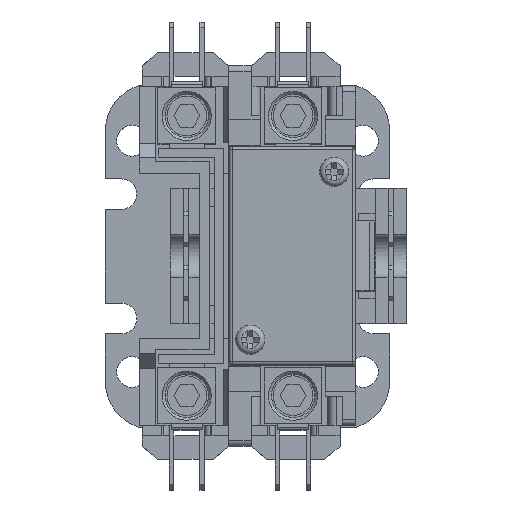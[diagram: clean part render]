
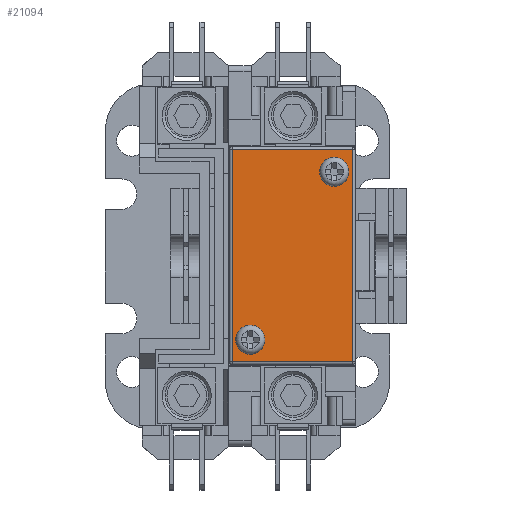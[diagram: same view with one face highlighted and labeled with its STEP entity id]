
A CAD part, top view. The second image highlights one B-rep face of the part: STEP entity #21094.
In plain terms, the highlighted planar face has unit normal (0, 0, 1).
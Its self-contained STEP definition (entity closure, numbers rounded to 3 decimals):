
#18=FACE_BOUND('',#7551,.T.);
#19=FACE_BOUND('',#7552,.T.);
#459=LINE('',#29475,#3104);
#463=LINE('',#29484,#3108);
#467=LINE('',#29493,#3112);
#469=LINE('',#29496,#3114);
#3104=VECTOR('',#23847,10.);
#3108=VECTOR('',#23857,10.);
#3112=VECTOR('',#23867,10.);
#3114=VECTOR('',#23871,10.);
#5560=PLANE('',#22212);
#6501=FACE_OUTER_BOUND('',#7550,.T.);
#7550=EDGE_LOOP('',(#14368,#14369,#14370,#14371));
#7551=EDGE_LOOP('',(#14372,#14373));
#7552=EDGE_LOOP('',(#14374,#14375));
#8702=CIRCLE('',#22213,2.6);
#8703=CIRCLE('',#22214,2.6);
#8704=CIRCLE('',#22215,2.6);
#8705=CIRCLE('',#22216,2.6);
#9257=VERTEX_POINT('',#29450);
#9260=VERTEX_POINT('',#29457);
#9261=VERTEX_POINT('',#29461);
#9264=VERTEX_POINT('',#29468);
#9275=VERTEX_POINT('',#29515);
#9276=VERTEX_POINT('',#29516);
#9277=VERTEX_POINT('',#29519);
#9278=VERTEX_POINT('',#29520);
#11269=EDGE_CURVE('',#9264,#9260,#459,.T.);
#11274=EDGE_CURVE('',#9261,#9264,#463,.T.);
#11279=EDGE_CURVE('',#9257,#9261,#467,.T.);
#11281=EDGE_CURVE('',#9260,#9257,#469,.T.);
#11291=EDGE_CURVE('',#9275,#9276,#8702,.T.);
#11292=EDGE_CURVE('',#9276,#9275,#8703,.T.);
#11293=EDGE_CURVE('',#9277,#9278,#8704,.T.);
#11294=EDGE_CURVE('',#9278,#9277,#8705,.T.);
#14368=ORIENTED_EDGE('',*,*,#11269,.F.);
#14369=ORIENTED_EDGE('',*,*,#11274,.F.);
#14370=ORIENTED_EDGE('',*,*,#11279,.F.);
#14371=ORIENTED_EDGE('',*,*,#11281,.F.);
#14372=ORIENTED_EDGE('',*,*,#11291,.T.);
#14373=ORIENTED_EDGE('',*,*,#11292,.T.);
#14374=ORIENTED_EDGE('',*,*,#11293,.T.);
#14375=ORIENTED_EDGE('',*,*,#11294,.T.);
#21094=ADVANCED_FACE('',(#6501,#18,#19),#5560,.T.);
#22212=AXIS2_PLACEMENT_3D('',#29514,#23891,#23892);
#22213=AXIS2_PLACEMENT_3D('',#29517,#23893,#23894);
#22214=AXIS2_PLACEMENT_3D('',#29518,#23895,#23896);
#22215=AXIS2_PLACEMENT_3D('',#29521,#23897,#23898);
#22216=AXIS2_PLACEMENT_3D('',#29522,#23899,#23900);
#23847=DIRECTION('',(0.,1.,0.));
#23857=DIRECTION('',(-1.,0.,0.));
#23867=DIRECTION('',(0.,-1.,0.));
#23871=DIRECTION('',(1.,0.,0.));
#23891=DIRECTION('center_axis',(0.,0.,1.));
#23892=DIRECTION('ref_axis',(1.,0.,0.));
#23893=DIRECTION('center_axis',(0.,0.,-1.));
#23894=DIRECTION('ref_axis',(1.,0.,0.));
#23895=DIRECTION('center_axis',(0.,0.,-1.));
#23896=DIRECTION('ref_axis',(1.,0.,0.));
#23897=DIRECTION('center_axis',(0.,0.,-1.));
#23898=DIRECTION('ref_axis',(1.,0.,0.));
#23899=DIRECTION('center_axis',(0.,0.,-1.));
#23900=DIRECTION('ref_axis',(1.,0.,0.));
#29450=CARTESIAN_POINT('',(18.75,18.95,63.8));
#29457=CARTESIAN_POINT('',(-2.75,18.95,63.8));
#29461=CARTESIAN_POINT('',(18.75,-18.95,63.8));
#29468=CARTESIAN_POINT('',(-2.75,-18.95,63.8));
#29475=CARTESIAN_POINT('',(-2.75,14.613,63.8));
#29484=CARTESIAN_POINT('',(13.625,-18.95,63.8));
#29493=CARTESIAN_POINT('',(18.75,4.887,63.8));
#29496=CARTESIAN_POINT('',(13.625,18.95,63.8));
#29514=CARTESIAN_POINT('Origin',(8.,9.775,63.8));
#29515=CARTESIAN_POINT('',(18.1,15.,63.8));
#29516=CARTESIAN_POINT('',(12.9,15.,63.8));
#29517=CARTESIAN_POINT('Origin',(15.5,15.,63.8));
#29518=CARTESIAN_POINT('Origin',(15.5,15.,63.8));
#29519=CARTESIAN_POINT('',(3.1,-15.,63.8));
#29520=CARTESIAN_POINT('',(-2.1,-15.,63.8));
#29521=CARTESIAN_POINT('Origin',(0.5,-15.,63.8));
#29522=CARTESIAN_POINT('Origin',(0.5,-15.,63.8));
